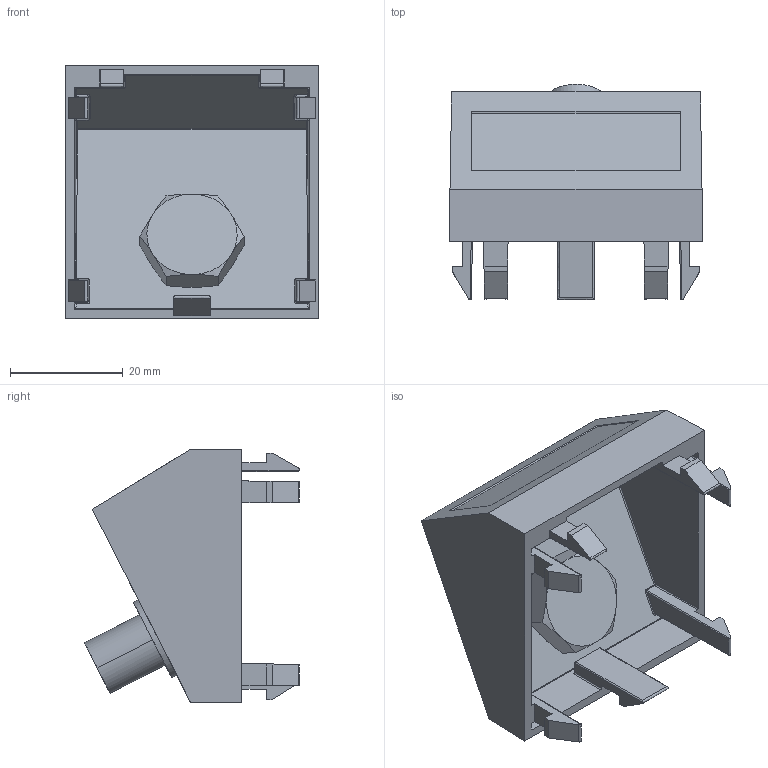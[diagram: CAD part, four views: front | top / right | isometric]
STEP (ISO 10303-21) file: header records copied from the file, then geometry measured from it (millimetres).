
FILE_DESCRIPTION(/* description */ (''),/* implementation_level */ '2;1');
FILE_NAME(/* name */ '6105030',/* time_stamp */ '2016-04-27T09:49:49+02:00',/* author */ (''),/* organization */ (''),/* preprocessor_version */ 'ST-DEVELOPER v15',/* originating_system */ '',/* authorisation */ '');
FILE_SCHEMA (('CONFIG_CONTROL_DESIGN'));
Length unit declared in the file: millimetre
Products named in the file (2): Document; 6105030
Assembly tree (1 placements, depth 2):
  Document
    6105030
Bounding box: 45 x 38.15 x 45 mm (x, y, z)
Volume: 10409.8 mm3; surface area: 12344.5 mm2
Topology: 2 solids, 2 shells, 206 faces, 514 edges, 314 vertices
Faces by surface type: bspline 116, plane 90
Entity records: 7736 total; most frequent: CARTESIAN_POINT 4600, ORIENTED_EDGE 1016, EDGE_CURVE 508, VERTEX_POINT 314, EDGE_LOOP 216, ADVANCED_FACE 206, FACE_OUTER_BOUND 206, B_SPLINE_CURVE_WITH_KNOTS 204
